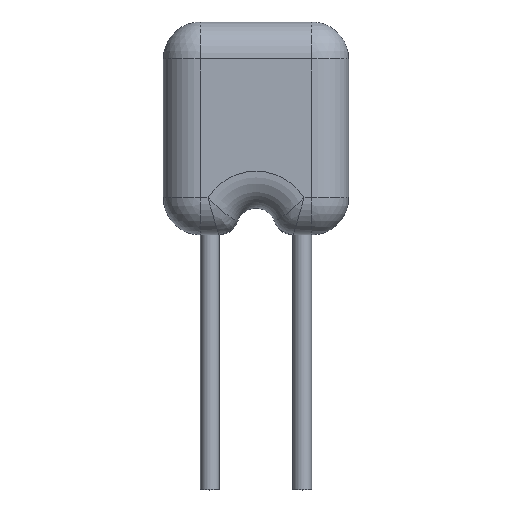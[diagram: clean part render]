
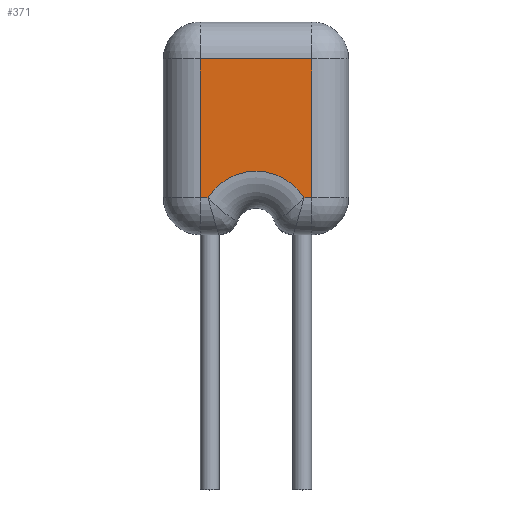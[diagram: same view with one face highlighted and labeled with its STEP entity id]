
A CAD part, top view. The second image highlights one B-rep face of the part: STEP entity #371.
In plain terms, the highlighted planar face has unit normal (0, 0, 1).
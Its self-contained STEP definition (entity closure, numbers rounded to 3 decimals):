
#8 = EDGE_CURVE ( 'NONE', #903, #912, #127, .T. ) ;
#14 = VERTEX_POINT ( 'NONE', #302 ) ;
#49 = VERTEX_POINT ( 'NONE', #201 ) ;
#65 = VERTEX_POINT ( 'NONE', #86 ) ;
#82 = ORIENTED_EDGE ( 'NONE', *, *, #208, .F. ) ;
#86 = CARTESIAN_POINT ( 'NONE',  ( 1.525, 1.015, 1.59 ) ) ;
#118 = VECTOR ( 'NONE', #1110, 1000. ) ;
#127 = LINE ( 'NONE', #372, #118 ) ;
#135 = DIRECTION ( 'NONE',  ( 0., 0., 1. ) ) ;
#141 = CARTESIAN_POINT ( 'NONE',  ( 1.015, 1.015, 1.59 ) ) ;
#174 = VECTOR ( 'NONE', #409, 1000. ) ;
#201 = CARTESIAN_POINT ( 'NONE',  ( 1.525, 4.825, 1.59 ) ) ;
#208 = EDGE_CURVE ( 'NONE', #49, #65, #1054, .T. ) ;
#221 = CARTESIAN_POINT ( 'NONE',  ( 1.316, 1.015, 1.59 ) ) ;
#229 = VECTOR ( 'NONE', #430, 1000. ) ;
#262 = DIRECTION ( 'NONE',  ( 0., 0., 1. ) ) ;
#302 = CARTESIAN_POINT ( 'NONE',  ( -1.525, 4.825, 1.59 ) ) ;
#320 = CARTESIAN_POINT ( 'NONE',  ( 1.525, 1.015, 1.59 ) ) ;
#332 = LINE ( 'NONE', #788, #1238 ) ;
#371 = ADVANCED_FACE ( 'NONE', ( #643 ), #663, .T. ) ;
#372 = CARTESIAN_POINT ( 'NONE',  ( -1.015, 1.015, 1.59 ) ) ;
#409 = DIRECTION ( 'NONE',  ( 0., -1., 0. ) ) ;
#411 = ORIENTED_EDGE ( 'NONE', *, *, #1333, .F. ) ;
#430 = DIRECTION ( 'NONE',  ( -1., 0., 0. ) ) ;
#431 = ORIENTED_EDGE ( 'NONE', *, *, #8, .T. ) ;
#441 = ORIENTED_EDGE ( 'NONE', *, *, #1276, .T. ) ;
#460 = CARTESIAN_POINT ( 'NONE',  ( -1.316, 1.015, 1.59 ) ) ;
#461 = VERTEX_POINT ( 'NONE', #221 ) ;
#472 = DIRECTION ( 'NONE',  ( -1., 0., 0. ) ) ;
#486 = ORIENTED_EDGE ( 'NONE', *, *, #825, .F. ) ;
#561 = EDGE_LOOP ( 'NONE', ( #948, #82, #411, #441, #431, #486 ) ) ;
#565 = DIRECTION ( 'NONE',  ( -1., 0., 0. ) ) ;
#610 = DIRECTION ( 'NONE',  ( 0., -1., 0. ) ) ;
#643 = FACE_OUTER_BOUND ( 'NONE', #561, .T. ) ;
#663 = PLANE ( 'NONE',  #923 ) ;
#706 = CIRCLE ( 'NONE', #1339, 1.55 ) ;
#788 = CARTESIAN_POINT ( 'NONE',  ( 1.525, 4.825, 1.59 ) ) ;
#800 = LINE ( 'NONE', #1205, #1212 ) ;
#825 = EDGE_CURVE ( 'NONE', #461, #912, #706, .T. ) ;
#903 = VERTEX_POINT ( 'NONE', #968 ) ;
#912 = VERTEX_POINT ( 'NONE', #460 ) ;
#919 = EDGE_CURVE ( 'NONE', #65, #461, #1127, .T. ) ;
#923 = AXIS2_PLACEMENT_3D ( 'NONE', #1174, #262, #472 ) ;
#948 = ORIENTED_EDGE ( 'NONE', *, *, #919, .F. ) ;
#968 = CARTESIAN_POINT ( 'NONE',  ( -1.525, 1.015, 1.59 ) ) ;
#1054 = LINE ( 'NONE', #320, #174 ) ;
#1107 = DIRECTION ( 'NONE',  ( 1., 0., 0. ) ) ;
#1110 = DIRECTION ( 'NONE',  ( 1., 0., 0. ) ) ;
#1127 = LINE ( 'NONE', #141, #229 ) ;
#1174 = CARTESIAN_POINT ( 'NONE',  ( 1.525, 1.015, 1.59 ) ) ;
#1205 = CARTESIAN_POINT ( 'NONE',  ( -1.525, 1.015, 1.59 ) ) ;
#1212 = VECTOR ( 'NONE', #610, 1000. ) ;
#1238 = VECTOR ( 'NONE', #1107, 1000. ) ;
#1242 = CARTESIAN_POINT ( 'NONE',  ( 0., 0.195, 1.59 ) ) ;
#1276 = EDGE_CURVE ( 'NONE', #14, #903, #800, .T. ) ;
#1333 = EDGE_CURVE ( 'NONE', #14, #49, #332, .T. ) ;
#1339 = AXIS2_PLACEMENT_3D ( 'NONE', #1242, #135, #565 ) ;
